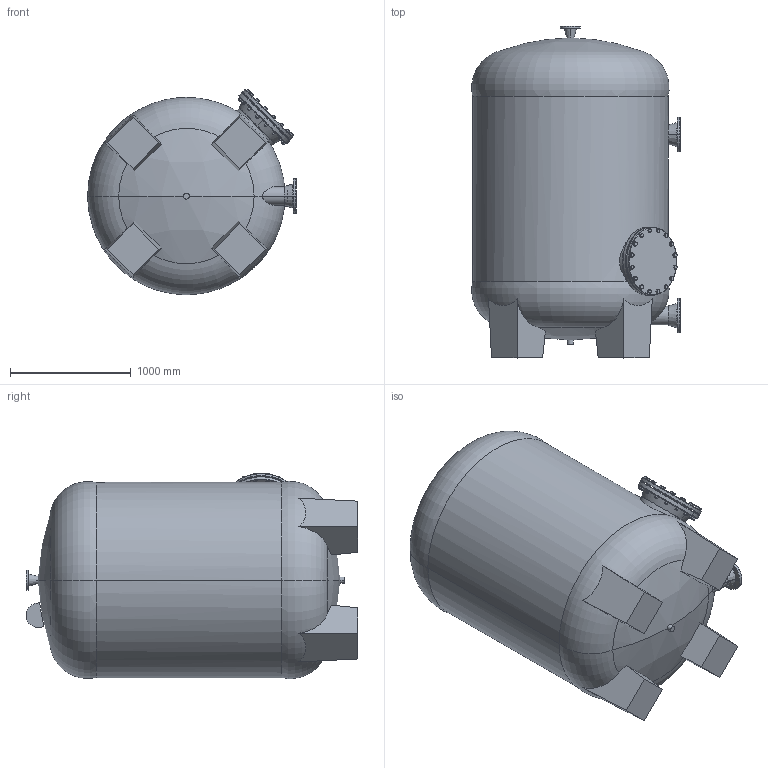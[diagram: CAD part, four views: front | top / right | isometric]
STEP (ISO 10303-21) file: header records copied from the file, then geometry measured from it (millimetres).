
FILE_DESCRIPTION (( 'STEP AP214' ), '1' );
FILE_NAME ('Ozon_reactor_160c.STEP', '2020-11-02T15:02:01', ( '' ), ( '' ), 'SwSTEP 2.0', 'SolidWorks 2019', '' );
FILE_SCHEMA (( 'AUTOMOTIVE_DESIGN' ));
Length unit declared in the file: millimetre
Products named in the file (1): Ozon_reactor_160c
Bounding box: 1727.34 x 2749.76 x 1701.79 mm (x, y, z)
Surface area: 17824624.3 mm2 (no closed solid volume)
Topology: 0 solids, 60 shells, 654 faces, 1571 edges, 982 vertices
Faces by surface type: plane 265, cone 221, cylinder 118, torus 46, sphere 4
Entity records: 45175 total; most frequent: CARTESIAN_POINT 25654, ORIENTED_EDGE 2831, DIRECTION 1673, EDGE_CURVE 1571, B_SPLINE_CURVE_WITH_KNOTS 1360, VERTEX_POINT 982, AXIS2_PLACEMENT_3D 807, EDGE_LOOP 703
